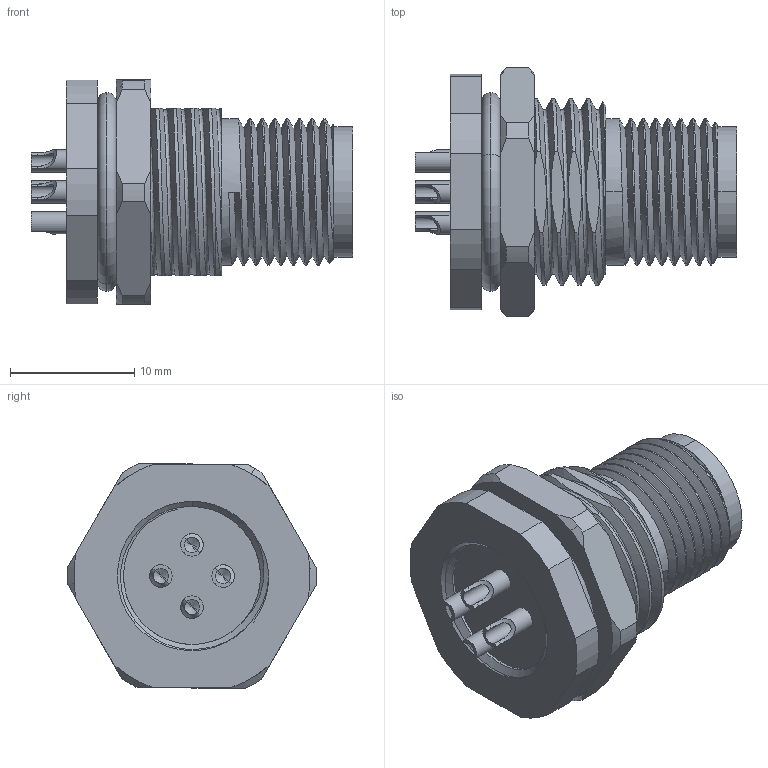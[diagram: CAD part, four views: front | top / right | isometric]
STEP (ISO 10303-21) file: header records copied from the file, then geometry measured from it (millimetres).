
FILE_DESCRIPTION (( 'STEP AP203' ), '1' );
FILE_NAME ('54-00435.STEP', '2025-03-13T16:16:21', ( '' ), ( '' ), 'SwSTEP 2.0', 'SolidWorks 2021', '' );
FILE_SCHEMA (( 'CONFIG_CONTROL_DESIGN' ));
Length unit declared in the file: millimetre
Products named in the file (7): 54-00435-03L___; 54-00435-01___; 54-00435; 54-00435-04___; 54-00435-05___; 54-00435-03___; 54-00435-02
Assembly tree (8 placements, depth 2):
  54-00435
    54-00435-01___
    54-00435-02
    54-00435-03___  x3
    54-00435-04___
    54-00435-05___
    54-00435-03L___
Bounding box: 25.8 x 20 x 18.04 mm (x, y, z)
Volume: 3130.7 mm3; surface area: 6016.8 mm2
Topology: 9 solids, 9 shells, 350 faces, 873 edges, 557 vertices
Faces by surface type: cylinder 162, plane 92, cone 51, torus 28, bspline 9, sphere 8
Entity records: 13717 total; most frequent: CARTESIAN_POINT 6253, ORIENTED_EDGE 1442, DIRECTION 1370, EDGE_CURVE 721, AXIS2_PLACEMENT_3D 550, VERTEX_POINT 469, EDGE_LOOP 328, FACE_OUTER_BOUND 286
